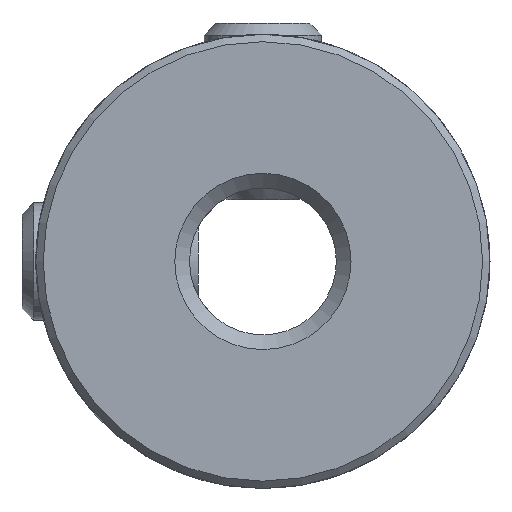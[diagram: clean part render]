
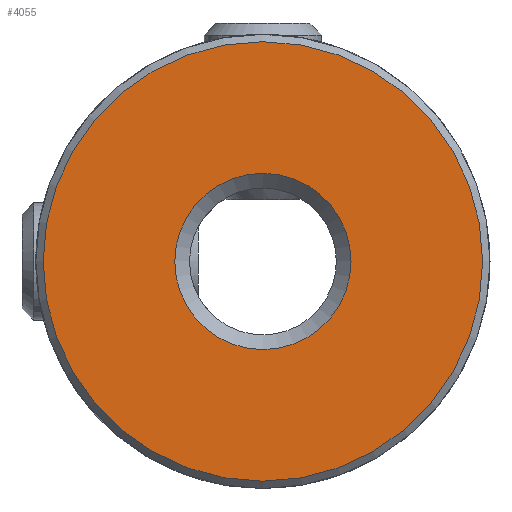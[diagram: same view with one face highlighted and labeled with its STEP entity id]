
A CAD part, left-side view. The second image highlights one B-rep face of the part: STEP entity #4055.
In plain terms, the highlighted planar face has unit normal (-1, 0, 0).
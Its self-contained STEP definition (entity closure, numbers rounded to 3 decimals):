
#2733 = CONICAL_SURFACE('',#2734,2.5,0.785);
#2734 = AXIS2_PLACEMENT_3D('',#2735,#2736,#2737);
#2735 = CARTESIAN_POINT('',(-6.25,0.,0.));
#2736 = DIRECTION('',(-1.,-0.,-0.));
#2737 = DIRECTION('',(0.,0.,1.));
#3786 = VERTEX_POINT('',#3787);
#3787 = CARTESIAN_POINT('',(-6.75,0.,3.));
#3808 = EDGE_CURVE('',#3786,#3786,#3809,.T.);
#3809 = SURFACE_CURVE('',#3810,(#3815,#3822),.PCURVE_S1.);
#3810 = CIRCLE('',#3811,3.);
#3811 = AXIS2_PLACEMENT_3D('',#3812,#3813,#3814);
#3812 = CARTESIAN_POINT('',(-6.75,0.,0.));
#3813 = DIRECTION('',(1.,0.,0.));
#3814 = DIRECTION('',(0.,0.,1.));
#3815 = PCURVE('',#2733,#3816);
#3816 = DEFINITIONAL_REPRESENTATION('',(#3817),#3821);
#3817 = LINE('',#3818,#3819);
#3818 = CARTESIAN_POINT('',(0.,0.5));
#3819 = VECTOR('',#3820,1.);
#3820 = DIRECTION('',(-1.,-0.));
#3821 = ( GEOMETRIC_REPRESENTATION_CONTEXT(2) 
PARAMETRIC_REPRESENTATION_CONTEXT() REPRESENTATION_CONTEXT('2D SPACE',''
  ) );
#3822 = PCURVE('',#3823,#3828);
#3823 = PLANE('',#3824);
#3824 = AXIS2_PLACEMENT_3D('',#3825,#3826,#3827);
#3825 = CARTESIAN_POINT('',(-6.75,0.,0.));
#3826 = DIRECTION('',(1.,0.,0.));
#3827 = DIRECTION('',(0.,0.,1.));
#3828 = DEFINITIONAL_REPRESENTATION('',(#3829),#3833);
#3829 = CIRCLE('',#3830,3.);
#3830 = AXIS2_PLACEMENT_2D('',#3831,#3832);
#3831 = CARTESIAN_POINT('',(0.,0.));
#3832 = DIRECTION('',(1.,0.));
#3833 = ( GEOMETRIC_REPRESENTATION_CONTEXT(2) 
PARAMETRIC_REPRESENTATION_CONTEXT() REPRESENTATION_CONTEXT('2D SPACE',''
  ) );
#4055 = ADVANCED_FACE('',(#4056,#4087),#3823,.F.);
#4056 = FACE_BOUND('',#4057,.F.);
#4057 = EDGE_LOOP('',(#4058));
#4058 = ORIENTED_EDGE('',*,*,#4059,.T.);
#4059 = EDGE_CURVE('',#4060,#4060,#4062,.T.);
#4060 = VERTEX_POINT('',#4061);
#4061 = CARTESIAN_POINT('',(-6.75,0.,7.48));
#4062 = SURFACE_CURVE('',#4063,(#4068,#4075),.PCURVE_S1.);
#4063 = CIRCLE('',#4064,7.48);
#4064 = AXIS2_PLACEMENT_3D('',#4065,#4066,#4067);
#4065 = CARTESIAN_POINT('',(-6.75,0.,0.));
#4066 = DIRECTION('',(1.,0.,0.));
#4067 = DIRECTION('',(0.,0.,1.));
#4068 = PCURVE('',#3823,#4069);
#4069 = DEFINITIONAL_REPRESENTATION('',(#4070),#4074);
#4070 = CIRCLE('',#4071,7.48);
#4071 = AXIS2_PLACEMENT_2D('',#4072,#4073);
#4072 = CARTESIAN_POINT('',(0.,0.));
#4073 = DIRECTION('',(1.,0.));
#4074 = ( GEOMETRIC_REPRESENTATION_CONTEXT(2) 
PARAMETRIC_REPRESENTATION_CONTEXT() REPRESENTATION_CONTEXT('2D SPACE',''
  ) );
#4075 = PCURVE('',#4076,#4081);
#4076 = CONICAL_SURFACE('',#4077,7.73,0.785);
#4077 = AXIS2_PLACEMENT_3D('',#4078,#4079,#4080);
#4078 = CARTESIAN_POINT('',(-6.5,0.,0.));
#4079 = DIRECTION('',(1.,0.,0.));
#4080 = DIRECTION('',(0.,0.,1.));
#4081 = DEFINITIONAL_REPRESENTATION('',(#4082),#4086);
#4082 = LINE('',#4083,#4084);
#4083 = CARTESIAN_POINT('',(0.,-0.25));
#4084 = VECTOR('',#4085,1.);
#4085 = DIRECTION('',(1.,0.));
#4086 = ( GEOMETRIC_REPRESENTATION_CONTEXT(2) 
PARAMETRIC_REPRESENTATION_CONTEXT() REPRESENTATION_CONTEXT('2D SPACE',''
  ) );
#4087 = FACE_BOUND('',#4088,.F.);
#4088 = EDGE_LOOP('',(#4089));
#4089 = ORIENTED_EDGE('',*,*,#3808,.F.);
